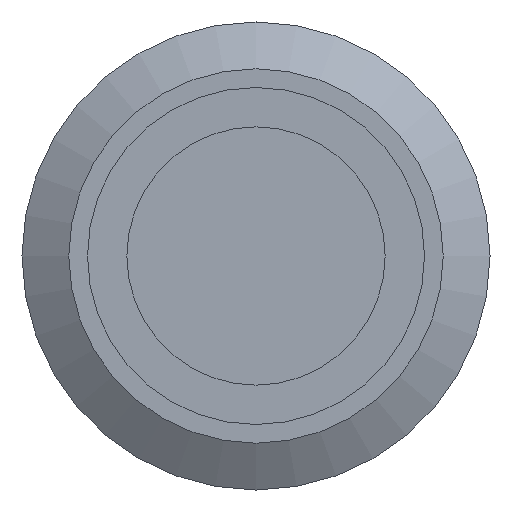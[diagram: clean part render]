
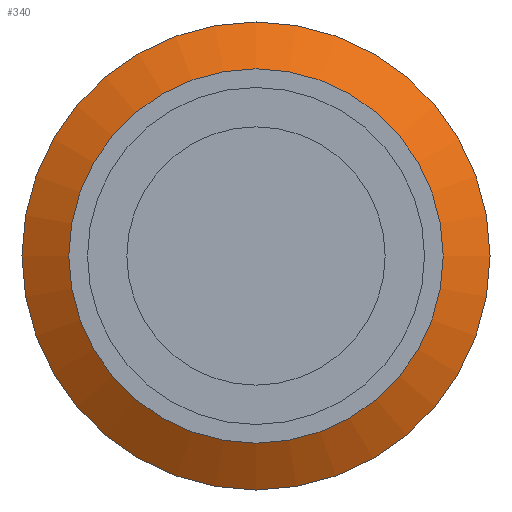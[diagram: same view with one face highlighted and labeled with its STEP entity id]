
A CAD part, left-side view. The second image highlights one B-rep face of the part: STEP entity #340.
In plain terms, the highlighted conical face has half-angle 59.036 degrees and reference radius 11.25 mm.
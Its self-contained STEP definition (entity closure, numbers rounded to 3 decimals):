
#313=CARTESIAN_POINT('',(-1.25,0.0,0.0));
#314=DIRECTION('',(1.0,0.0,0.0));
#315=DIRECTION('',(0.0,0.0,1.0));
#316=AXIS2_PLACEMENT_3D('',#313,#314,#315);
#317=CONICAL_SURFACE('',#316,11.25,59.036);
#318=CARTESIAN_POINT('',(-2.0,0.0,10.0));
#319=VERTEX_POINT('',#318);
#320=CARTESIAN_POINT('',(-2.0,0.0,0.0));
#321=DIRECTION('',(-1.0,0.0,0.0));
#322=DIRECTION('',(0.0,0.0,1.0));
#323=AXIS2_PLACEMENT_3D('',#320,#321,#322);
#324=CIRCLE('',#323,10.0);
#325=EDGE_CURVE('',#319,#319,#324,.T.);
#326=ORIENTED_EDGE('',*,*,#325,.F.);
#327=EDGE_LOOP('',(#326));
#328=FACE_OUTER_BOUND('',#327,.T.);
#329=CARTESIAN_POINT('',(-0.5,12.5,0.));
#330=VERTEX_POINT('',#329);
#331=CARTESIAN_POINT('',(-0.5,0.0,0.0));
#332=DIRECTION('',(1.0,0.0,0.0));
#333=DIRECTION('',(0.0,-1.0,0.0));
#334=AXIS2_PLACEMENT_3D('',#331,#332,#333);
#335=CIRCLE('',#334,12.5);
#336=EDGE_CURVE('',#330,#330,#335,.T.);
#337=ORIENTED_EDGE('',*,*,#336,.F.);
#338=EDGE_LOOP('',(#337));
#339=FACE_BOUND('',#338,.T.);
#340=ADVANCED_FACE('',(#328,#339),#317,.T.);
